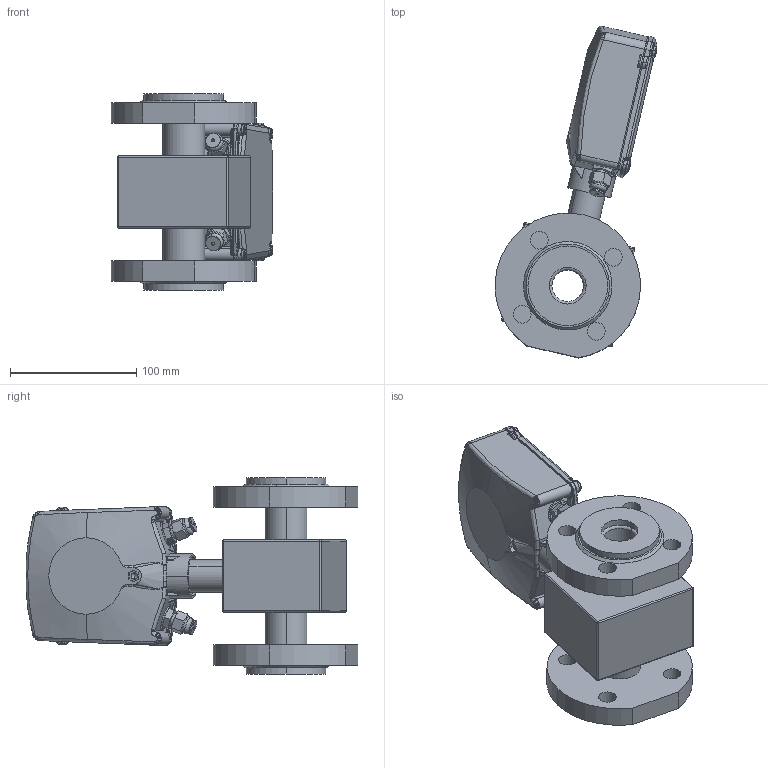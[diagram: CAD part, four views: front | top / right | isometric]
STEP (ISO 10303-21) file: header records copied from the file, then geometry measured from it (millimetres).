
FILE_DESCRIPTION (( 'STEP AP203' ), '1' );
FILE_NAME ('杬25.STEP', '2022-08-23T07:53:54', ( '' ), ( '' ), 'SwSTEP 2.0', 'SolidWorks 2014', '' );
FILE_SCHEMA (( 'CONFIG_CONTROL_DESIGN' ));
Length unit declared in the file: millimetre
Products named in the file (16): ãèäðîââîä ïðîêëàäêà; 膰錪犩 25; ãèäðîââîä ñáîðêà; Êîðïóñ-1 ïîä Ìå; 鏝鋋瘔 鼁闉罻; Êðûøêà íåïð. îðàíæ; Òðóáà ñòîéêè; øóðóï; 杬25; ãèäðîââîä îñíîâàíèå; ãàéêà1 äëÿ ãèäðîââîäà; òðóáà25; ãèäðîââîä 2 ãàéêà; êîæóõ25; ãèäðîââîä çàãëóøêà; 鐏鳧氀 25
Assembly tree (21 placements, depth 4):
  杬25
    òðóáà25
    êîæóõ25
    鐏鳧氀 25  x2
    膰錪犩 25  x2
    鏝鋋瘔 鼁闉罻
      Êîðïóñ-1 ïîä Ìå
      Êðûøêà íåïð. îðàíæ
      øóðóï  x4
      ãèäðîââîä ñáîðêà  x2
        ãèäðîââîä îñíîâàíèå
        ãàéêà1 äëÿ ãèäðîââîäà
        ãèäðîââîä 2 ãàéêà
        ãèäðîââîä çàãëóøêà
        ãèäðîââîä ïðîêëàäêà
    Òðóáà ñòîéêè
Bounding box: 127.84 x 262.37 x 155 mm (x, y, z)
Volume: 890003.8 mm3; surface area: 246753 mm2
Topology: 23 solids, 23 shells, 955 faces, 2403 edges, 1514 vertices
Faces by surface type: cylinder 361, plane 304, bspline 136, cone 83, torus 55, sphere 16
Entity records: 32600 total; most frequent: CARTESIAN_POINT 13329, ORIENTED_EDGE 3844, DIRECTION 3407, EDGE_CURVE 1922, AXIS2_PLACEMENT_3D 1362, VERTEX_POINT 1220, EDGE_LOOP 848, FACE_OUTER_BOUND 760
